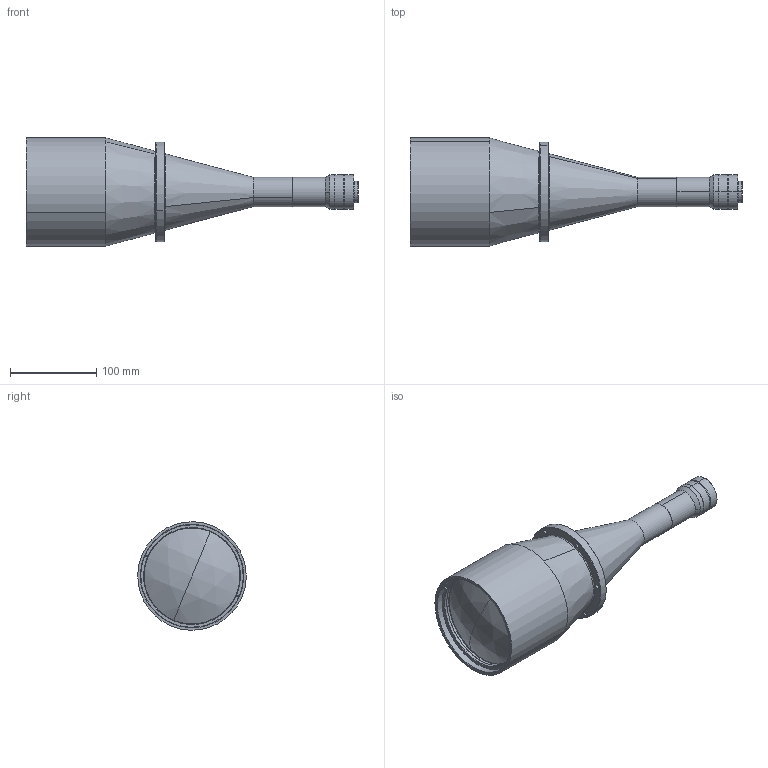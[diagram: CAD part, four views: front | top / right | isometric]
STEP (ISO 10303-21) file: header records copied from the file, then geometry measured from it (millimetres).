
FILE_DESCRIPTION (( 'STEP AP214' ), '1' );
FILE_NAME ('TTL18.5-105-160C.STEP', '2023-05-12T08:23:18', ( '' ), ( '' ), 'SwSTEP 2.0', 'SolidWorks 2022', '' );
FILE_SCHEMA (( 'AUTOMOTIVE_DESIGN' ));
Length unit declared in the file: millimetre
Products named in the file (1): TTL18.5-105-160C
Bounding box: 385.58 x 125.9 x 125.9 mm (x, y, z)
Volume: 771525.9 mm3; surface area: 257648.2 mm2
Topology: 21 solids, 21 shells, 451 faces, 975 edges, 609 vertices
Faces by surface type: cylinder 182, cone 121, plane 104, bspline 44
Entity records: 19207 total; most frequent: CARTESIAN_POINT 3848, DIRECTION 2335, ORIENTED_EDGE 1950, AXIS2_PLACEMENT_3D 994, EDGE_CURVE 975, VERTEX_POINT 609, CIRCLE 586, EDGE_LOOP 540
